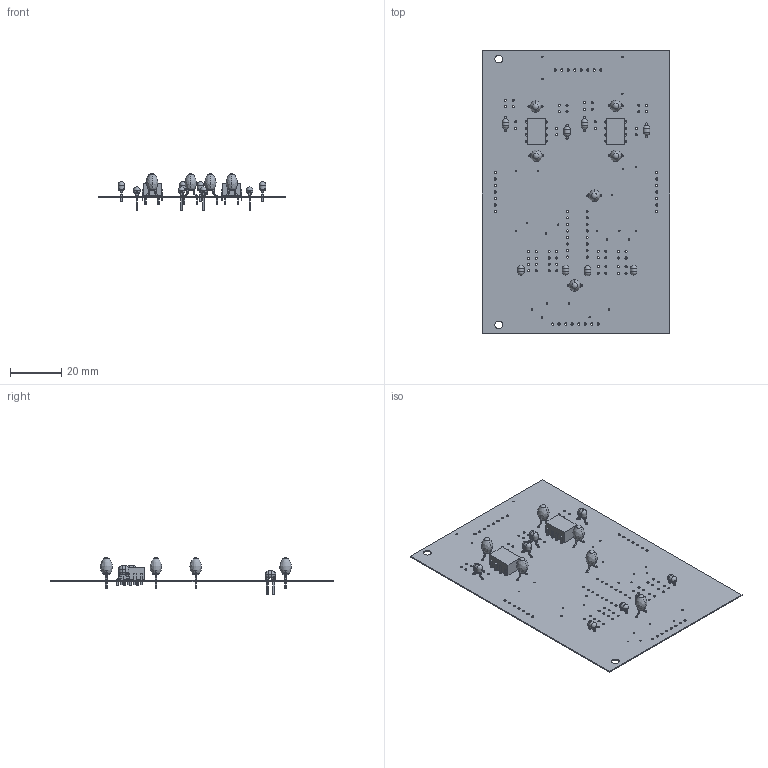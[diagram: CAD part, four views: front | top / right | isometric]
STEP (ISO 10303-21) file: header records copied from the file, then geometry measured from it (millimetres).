
FILE_DESCRIPTION(('Open CASCADE Model'),'2;1');
FILE_NAME('Open CASCADE Shape Model','2018-11-17T21:01:57',('Author'),( 'Open CASCADE'),'Open CASCADE STEP processor 6.8','Open CASCADE 6.8' ,'Unknown');
FILE_SCHEMA(('AUTOMOTIVE_DESIGN { 1 0 10303 214 1 1 1 1 }'));
Length unit declared in the file: millimetre
Products named in the file (29): PCB; Board; U4; 6004640640; Extruded; 6004640448; 6004640256; 6004640064; U3; C19; CAPPRB508-450X850; C18; C13; C12; C10; C9; C8; CAPRR254-254X381X381; C7; CAPRR508-254X381X584; C6; C5; C4; C3; C2; C1
Assembly tree (85 placements, depth 4):
  PCB
    Board
    U4
      6004640640
        Extruded
      6004640448  x8
        Extruded
      6004640256  x8
        Extruded
      6004640064  x8
        Extruded
    U3
      6004640640
        Extruded
      6004640448  x8
        Extruded
      6004640256  x8
        Extruded
      6004640064  x8
        Extruded
    C19
      CAPPRB508-450X850
    C18
      CAPPRB508-450X850
    C13
      CAPPRB508-450X850
    C12
      CAPPRB508-450X850
    C10
      CAPPRB508-450X850
    C9
      CAPPRB508-450X850
    C8
      CAPRR254-254X381X381
    C7
      CAPRR508-254X381X584
    C6
      CAPRR254-254X381X381
    C5
      CAPRR508-254X381X584
    C4
      CAPRR254-254X381X381
    C3
      CAPRR508-254X381X584
    C2
      CAPRR254-254X381X381
    C1
      CAPRR508-254X381X584
Bounding box: 73 x 110 x 14.25 mm (x, y, z)
Volume: 4689.5 mm3; surface area: 18453.8 mm2
Topology: 121 solids, 121 shells, 1026 faces, 2230 edges, 1394 vertices
Faces by surface type: plane 428, cylinder 276, bspline 184, torus 80, sphere 30, cone 28
Full cylindrical faces by diameter (mm): 0.5 x56, 0.8 x28, 0.813 x72, 0.9 x46, 3 x2
Entity records: 13560 total; most frequent: CARTESIAN_POINT 3957, DIRECTION 1964, ORIENTED_EDGE 1604, AXIS2_PLACEMENT_3D 846, EDGE_CURVE 802, FACE_BOUND 664, EDGE_LOOP 662, VERTEX_POINT 522
